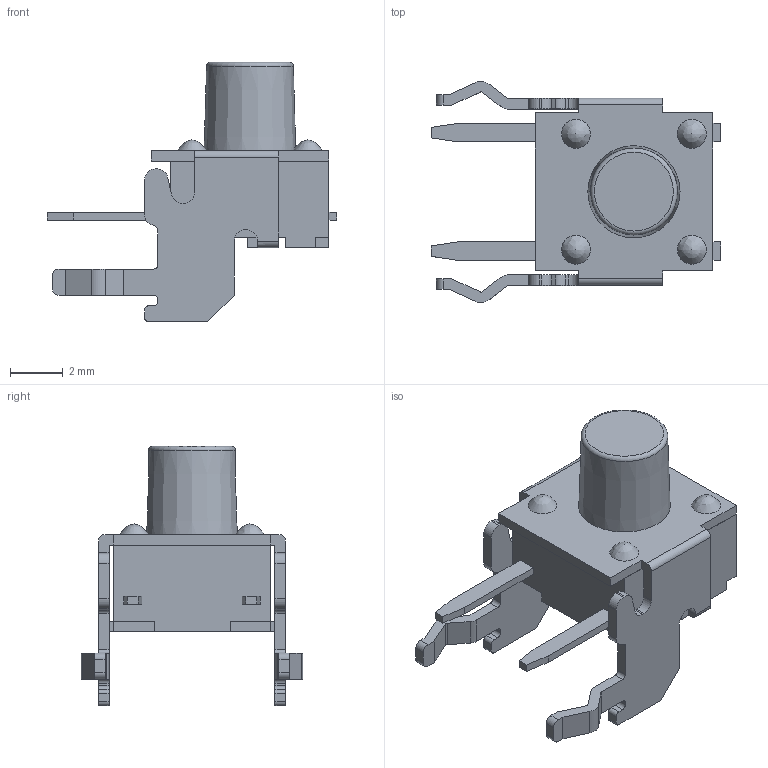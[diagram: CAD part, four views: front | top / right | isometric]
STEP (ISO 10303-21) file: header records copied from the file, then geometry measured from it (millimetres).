
FILE_DESCRIPTION(/* description */ ('','CAx-IF Rec.Pracs.---Representation and Presentation of Product Manufacturing Information (PMI)---4.0---2014-10-13'),/* implementation_level */ '2;1');
FILE_NAME(/* name */ 'TL1105XFxxxx.stp',/* time_stamp */ '2018-10-18T08:18:51-05:00',/* author */ ('mwilliams'),/* organization */ (''),/* preprocessor_version */ 'ST-DEVELOPER v17',/* originating_system */ 'Autodesk Inventor 2018',/* authorisation */ '');
FILE_SCHEMA (('AP242_MANAGED_MODEL_BASED_3D_ENGINEERING_MIM_LF { 1 0 10303 442 1 1 4 }'));
Length unit declared in the file: millimetre
Products named in the file (5): P020229; TL1105 RT BODY; TL1105 RT COVER; TL110RCONTACTDOME; TL1105-3301ACTUATOR5_85-X
Assembly tree (4 placements, depth 2):
  P020229
    TL1105 RT BODY
    TL1105 RT COVER
    TL110RCONTACTDOME
    TL1105-3301ACTUATOR5_85-X
Bounding box: 11 x 8.4 x 9.85 mm (x, y, z)
Volume: 154.7 mm3; surface area: 570.2 mm2
Topology: 4 solids, 4 shells, 287 faces, 762 edges, 502 vertices
Faces by surface type: plane 183, cylinder 90, bspline 5, torus 5, cone 2, sphere 2
Full cylindrical faces by diameter (mm): 0.75 x8, 3.5 x1, 5 x1
Entity records: 9278 total; most frequent: CARTESIAN_POINT 1744, DIRECTION 1518, ORIENTED_EDGE 1514, EDGE_CURVE 757, LINE 568, VECTOR 568, VERTEX_POINT 502, AXIS2_PLACEMENT_3D 475
